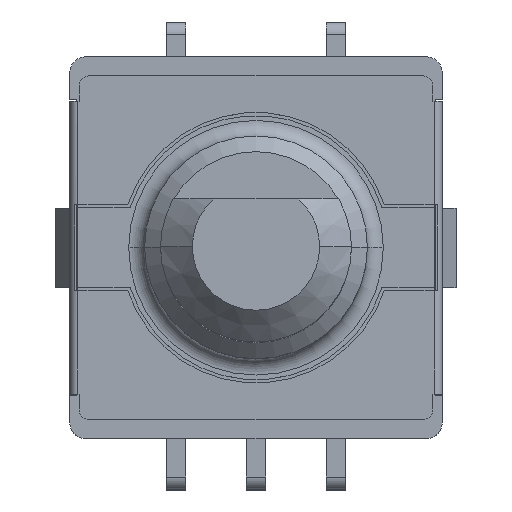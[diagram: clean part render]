
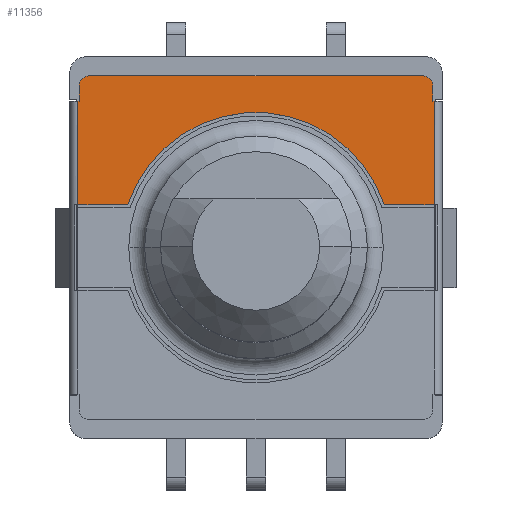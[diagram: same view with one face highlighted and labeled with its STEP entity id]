
A CAD part, top view. The second image highlights one B-rep face of the part: STEP entity #11356.
In plain terms, the highlighted planar face has unit normal (0, 0, 1).
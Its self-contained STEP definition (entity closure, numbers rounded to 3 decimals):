
#125 = CARTESIAN_POINT ( 'NONE',  ( 4.03, 1.35, 4.5 ) ) ;
#781 = CARTESIAN_POINT ( 'NONE',  ( 5.25, 5.1, 4.5 ) ) ;
#1063 = VECTOR ( 'NONE', #3015, 1000. ) ;
#1125 = CARTESIAN_POINT ( 'NONE',  ( -5.25, 5.4, 4.5 ) ) ;
#1201 = LINE ( 'NONE', #7180, #23992 ) ;
#1277 = VERTEX_POINT ( 'NONE', #1659 ) ;
#1481 = DIRECTION ( 'NONE',  ( -1., 0., 0. ) ) ;
#1627 = DIRECTION ( 'NONE',  ( 0., -1., 0. ) ) ;
#1659 = CARTESIAN_POINT ( 'NONE',  ( 5.6, 4.6, 4.5 ) ) ;
#1974 = EDGE_CURVE ( 'NONE', #12258, #15210, #13655, .T. ) ;
#2395 = LINE ( 'NONE', #5325, #7544 ) ;
#2560 = ORIENTED_EDGE ( 'NONE', *, *, #8612, .F. ) ;
#3015 = DIRECTION ( 'NONE',  ( 0., -1., 0. ) ) ;
#3209 = VERTEX_POINT ( 'NONE', #17948 ) ;
#3405 = DIRECTION ( 'NONE',  ( 1., 0., 0. ) ) ;
#3674 = VERTEX_POINT ( 'NONE', #6381 ) ;
#3758 = CIRCLE ( 'NONE', #5747, 0.3 ) ;
#4109 = CARTESIAN_POINT ( 'NONE',  ( -4.03, 1.35, 4.5 ) ) ;
#4606 = CARTESIAN_POINT ( 'NONE',  ( -5.55, 4.6, 4.5 ) ) ;
#5325 = CARTESIAN_POINT ( 'NONE',  ( -5.6, 4.6, 4.5 ) ) ;
#5578 = ORIENTED_EDGE ( 'NONE', *, *, #12324, .T. ) ;
#5625 = LINE ( 'NONE', #11468, #13817 ) ;
#5747 = AXIS2_PLACEMENT_3D ( 'NONE', #11105, #13441, #20887 ) ;
#5800 = VECTOR ( 'NONE', #15480, 1000. ) ;
#5831 = CARTESIAN_POINT ( 'NONE',  ( -5.25, 5.4, 4.5 ) ) ;
#6240 = CARTESIAN_POINT ( 'NONE',  ( 5.6, 1.35, 4.5 ) ) ;
#6258 = EDGE_CURVE ( 'NONE', #23897, #24469, #1201, .T. ) ;
#6381 = CARTESIAN_POINT ( 'NONE',  ( 5.25, 5.4, 4.5 ) ) ;
#6492 = CARTESIAN_POINT ( 'NONE',  ( 5.55, 4.6, 4.5 ) ) ;
#6622 = EDGE_CURVE ( 'NONE', #13823, #19937, #18411, .T. ) ;
#6707 = EDGE_CURVE ( 'NONE', #15210, #8027, #20922, .T. ) ;
#6770 = ORIENTED_EDGE ( 'NONE', *, *, #1974, .F. ) ;
#7137 = DIRECTION ( 'NONE',  ( 0., 0., 1. ) ) ;
#7180 = CARTESIAN_POINT ( 'NONE',  ( 5.55, 5.1, 4.5 ) ) ;
#7263 = DIRECTION ( 'NONE',  ( 0., 0., 1. ) ) ;
#7544 = VECTOR ( 'NONE', #22347, 1000. ) ;
#7876 = LINE ( 'NONE', #18928, #5800 ) ;
#7914 = ORIENTED_EDGE ( 'NONE', *, *, #17991, .F. ) ;
#8027 = VERTEX_POINT ( 'NONE', #4109 ) ;
#8530 = PLANE ( 'NONE',  #23941 ) ;
#8612 = EDGE_CURVE ( 'NONE', #1277, #12258, #5625, .T. ) ;
#9110 = EDGE_CURVE ( 'NONE', #8027, #3209, #12937, .T. ) ;
#9237 = EDGE_LOOP ( 'NONE', ( #22932, #21784, #6770, #2560, #17248, #18254, #20359, #5578, #20140, #21424, #18428, #7914 ) ) ;
#9272 = VERTEX_POINT ( 'NONE', #21107 ) ;
#9696 = DIRECTION ( 'NONE',  ( -1., 0., 0. ) ) ;
#10836 = VECTOR ( 'NONE', #22011, 1000. ) ;
#10843 = CARTESIAN_POINT ( 'NONE',  ( -5.7, 1.35, 4.5 ) ) ;
#11105 = CARTESIAN_POINT ( 'NONE',  ( -5.25, 5.1, 4.5 ) ) ;
#11143 = VECTOR ( 'NONE', #12567, 1000. ) ;
#11356 = ADVANCED_FACE ( 'NONE', ( #12134 ), #8530, .T. ) ;
#11371 = CARTESIAN_POINT ( 'NONE',  ( 0., 0., 4.5 ) ) ;
#11468 = CARTESIAN_POINT ( 'NONE',  ( 5.6, 4.6, 4.5 ) ) ;
#11514 = AXIS2_PLACEMENT_3D ( 'NONE', #781, #23409, #12484 ) ;
#12134 = FACE_OUTER_BOUND ( 'NONE', #9237, .T. ) ;
#12251 = CARTESIAN_POINT ( 'NONE',  ( -5.55, 5.1, 4.5 ) ) ;
#12258 = VERTEX_POINT ( 'NONE', #6240 ) ;
#12324 = EDGE_CURVE ( 'NONE', #3674, #22589, #24014, .T. ) ;
#12484 = DIRECTION ( 'NONE',  ( -1., 0., 0. ) ) ;
#12567 = DIRECTION ( 'NONE',  ( -1., 0., 0. ) ) ;
#12937 = LINE ( 'NONE', #10843, #23777 ) ;
#13441 = DIRECTION ( 'NONE',  ( 0., 0., 1. ) ) ;
#13655 = LINE ( 'NONE', #125, #16945 ) ;
#13817 = VECTOR ( 'NONE', #1627, 1000. ) ;
#13823 = VERTEX_POINT ( 'NONE', #12251 ) ;
#13880 = CIRCLE ( 'NONE', #11514, 0.3 ) ;
#15210 = VERTEX_POINT ( 'NONE', #22565 ) ;
#15480 = DIRECTION ( 'NONE',  ( 1., 0., 0. ) ) ;
#16728 = EDGE_CURVE ( 'NONE', #22589, #13823, #3758, .T. ) ;
#16945 = VECTOR ( 'NONE', #9696, 1000. ) ;
#17248 = ORIENTED_EDGE ( 'NONE', *, *, #23780, .F. ) ;
#17948 = CARTESIAN_POINT ( 'NONE',  ( -5.6, 1.35, 4.5 ) ) ;
#17991 = EDGE_CURVE ( 'NONE', #3209, #9272, #2395, .T. ) ;
#18131 = EDGE_CURVE ( 'NONE', #24469, #3674, #13880, .T. ) ;
#18254 = ORIENTED_EDGE ( 'NONE', *, *, #6258, .T. ) ;
#18411 = LINE ( 'NONE', #23919, #1063 ) ;
#18421 = CARTESIAN_POINT ( 'NONE',  ( -5.25, -5.1, 4.5 ) ) ;
#18428 = ORIENTED_EDGE ( 'NONE', *, *, #22166, .T. ) ;
#18928 = CARTESIAN_POINT ( 'NONE',  ( 5.55, 4.6, 4.5 ) ) ;
#19937 = VERTEX_POINT ( 'NONE', #23065 ) ;
#20140 = ORIENTED_EDGE ( 'NONE', *, *, #16728, .T. ) ;
#20359 = ORIENTED_EDGE ( 'NONE', *, *, #18131, .T. ) ;
#20379 = CARTESIAN_POINT ( 'NONE',  ( 5.55, 5.1, 4.5 ) ) ;
#20466 = DIRECTION ( 'NONE',  ( 0., 1., 0. ) ) ;
#20887 = DIRECTION ( 'NONE',  ( 1., 0., 0. ) ) ;
#20922 = CIRCLE ( 'NONE', #22536, 4.25 ) ;
#21107 = CARTESIAN_POINT ( 'NONE',  ( -5.6, 4.6, 4.5 ) ) ;
#21424 = ORIENTED_EDGE ( 'NONE', *, *, #6622, .T. ) ;
#21639 = LINE ( 'NONE', #4606, #10836 ) ;
#21784 = ORIENTED_EDGE ( 'NONE', *, *, #6707, .F. ) ;
#22011 = DIRECTION ( 'NONE',  ( -1., 0., 0. ) ) ;
#22166 = EDGE_CURVE ( 'NONE', #19937, #9272, #21639, .T. ) ;
#22347 = DIRECTION ( 'NONE',  ( 0., 1., 0. ) ) ;
#22536 = AXIS2_PLACEMENT_3D ( 'NONE', #11371, #7263, #22793 ) ;
#22565 = CARTESIAN_POINT ( 'NONE',  ( 4.03, 1.35, 4.5 ) ) ;
#22589 = VERTEX_POINT ( 'NONE', #5831 ) ;
#22793 = DIRECTION ( 'NONE',  ( 1., 0., 0. ) ) ;
#22932 = ORIENTED_EDGE ( 'NONE', *, *, #9110, .F. ) ;
#23065 = CARTESIAN_POINT ( 'NONE',  ( -5.55, 4.6, 4.5 ) ) ;
#23409 = DIRECTION ( 'NONE',  ( 0., 0., 1. ) ) ;
#23777 = VECTOR ( 'NONE', #1481, 1000. ) ;
#23780 = EDGE_CURVE ( 'NONE', #23897, #1277, #7876, .T. ) ;
#23897 = VERTEX_POINT ( 'NONE', #6492 ) ;
#23919 = CARTESIAN_POINT ( 'NONE',  ( -5.55, 5.1, 4.5 ) ) ;
#23941 = AXIS2_PLACEMENT_3D ( 'NONE', #18421, #7137, #3405 ) ;
#23992 = VECTOR ( 'NONE', #20466, 1000. ) ;
#24014 = LINE ( 'NONE', #1125, #11143 ) ;
#24469 = VERTEX_POINT ( 'NONE', #20379 ) ;
